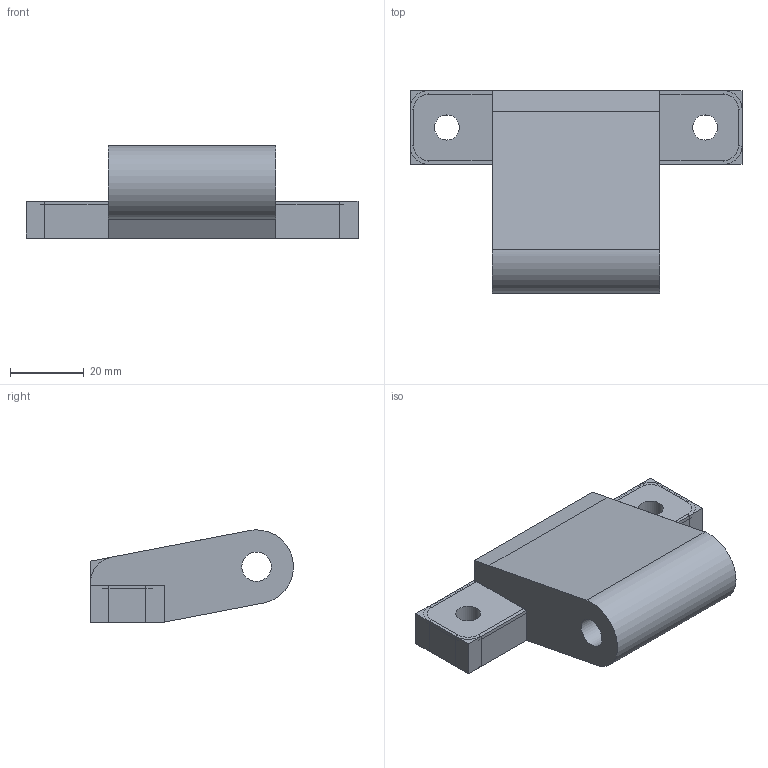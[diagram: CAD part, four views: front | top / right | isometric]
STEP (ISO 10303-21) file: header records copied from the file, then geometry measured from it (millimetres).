
FILE_DESCRIPTION(('FreeCAD Model'),'2;1');
FILE_NAME('Open CASCADE Shape Model','2024-03-11T18:34:56',(''),(''), 'Open CASCADE STEP processor 7.6','FreeCAD','Unknown');
FILE_SCHEMA(('AUTOMOTIVE_DESIGN { 1 0 10303 214 1 1 1 1 }'));
Length unit declared in the file: millimetre
Products named in the file (5): Support_alternateur_Renault_56_d__finitif; Corps; Fillet; Fillet001; Fillet002
Assembly tree (4 placements, depth 2):
  Support_alternateur_Renault_56_d__finitif
    Corps
    Fillet
    Fillet001
    Fillet002
Bounding box: 90 x 55 x 25 mm (x, y, z)
Surface area: 48920.2 mm2
Topology: 4 solids, 4 shells, 88 faces, 242 edges, 162 vertices
Faces by surface type: plane 48, cylinder 36, torus 4
Full cylindrical faces by diameter (mm): 6.8 x8, 8 x4
Entity records: 3000 total; most frequent: DIRECTION 520, CARTESIAN_POINT 497, ORIENTED_EDGE 484, EDGE_CURVE 242, AXIS2_PLACEMENT_3D 185, VERTEX_POINT 162, LINE 150, VECTOR 150
